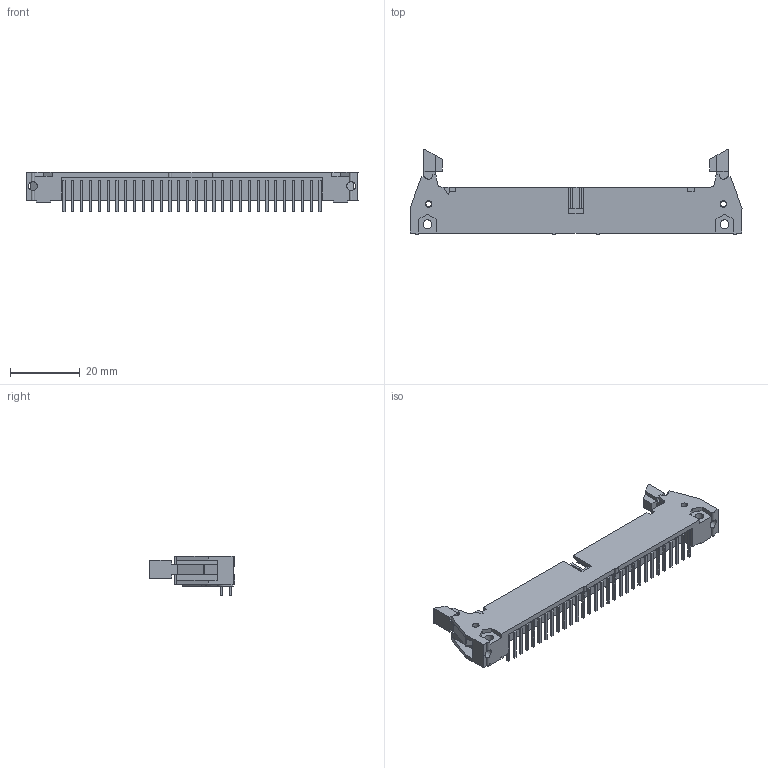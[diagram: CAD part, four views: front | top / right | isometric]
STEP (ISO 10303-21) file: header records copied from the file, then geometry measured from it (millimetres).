
FILE_DESCRIPTION(/* description */ (''),/* implementation_level */ '2;1');
FILE_NAME(/* name */ '3M_3372-5202RB_a.stp',/* time_stamp */ '2016-07-20T14:17:06+02:00',/* author */ ('riccim'),/* organization */ ('Unknown'),/* preprocessor_version */ 'ST-DEVELOPER v15.5',/* originating_system */ 'AutoCAD Mechanical',/* authorisation */ ' ');
FILE_SCHEMA (('AUTOMOTIVE_DESIGN { 1 0 10303 214 3 1 1 }'));
Length unit declared in the file: millimetre
Products named in the file (1): Product
Bounding box: 95.5 x 24.64 x 11.48 mm (x, y, z)
Volume: 5380.4 mm3; surface area: 9122.9 mm2
Topology: 123 solids, 123 shells, 1032 faces, 2344 edges, 1556 vertices
Faces by surface type: plane 985, cylinder 47
Full cylindrical faces by diameter (mm): 1.575 x2, 1.905 x4, 2.54 x4
Entity records: 28376 total; most frequent: CARTESIAN_POINT 5158, ORIENTED_EDGE 4654, DIRECTION 4441, EDGE_CURVE 2327, LINE 2205, VECTOR 2205, VERTEX_POINT 1550, AXIS2_PLACEMENT_3D 1118
